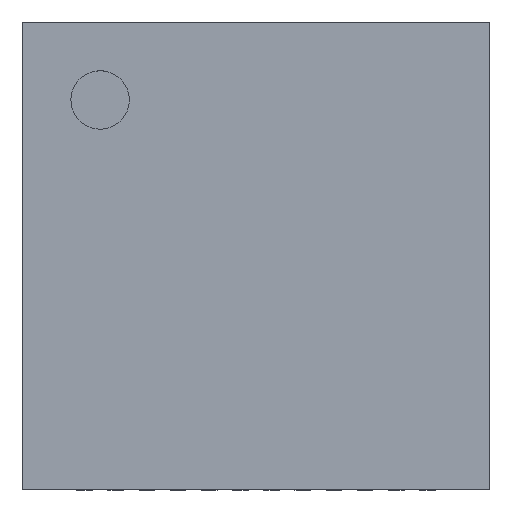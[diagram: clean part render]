
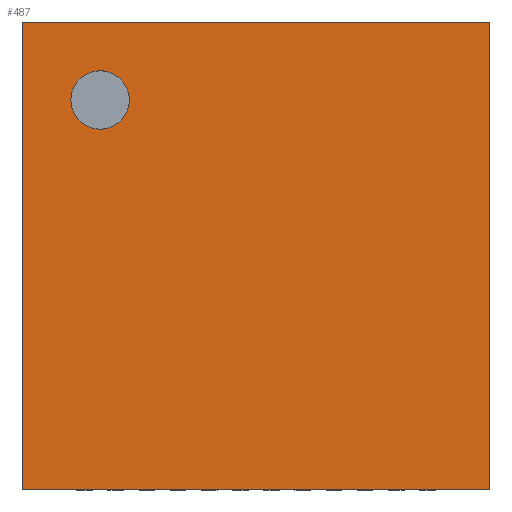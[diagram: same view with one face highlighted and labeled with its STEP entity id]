
A CAD part, top view. The second image highlights one B-rep face of the part: STEP entity #487.
In plain terms, the highlighted planar face has unit normal (0, 0, 1).
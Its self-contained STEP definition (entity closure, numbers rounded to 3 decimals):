
#298 = VERTEX_POINT('',#299);
#299 = CARTESIAN_POINT('',(0.,0.,1.));
#306 = PLANE('',#307);
#307 = AXIS2_PLACEMENT_3D('',#308,#309,#310);
#308 = CARTESIAN_POINT('',(0.,0.,0.));
#309 = DIRECTION('',(1.,0.,-0.));
#310 = DIRECTION('',(0.,0.,1.));
#318 = PLANE('',#319);
#319 = AXIS2_PLACEMENT_3D('',#320,#321,#322);
#320 = CARTESIAN_POINT('',(0.,0.,0.));
#321 = DIRECTION('',(-0.,1.,0.));
#322 = DIRECTION('',(0.,0.,1.));
#359 = VERTEX_POINT('',#360);
#360 = CARTESIAN_POINT('',(0.,6.,1.));
#374 = PLANE('',#375);
#375 = AXIS2_PLACEMENT_3D('',#376,#377,#378);
#376 = CARTESIAN_POINT('',(0.,6.,0.));
#377 = DIRECTION('',(-0.,1.,0.));
#378 = DIRECTION('',(0.,0.,1.));
#386 = EDGE_CURVE('',#298,#359,#387,.T.);
#387 = SURFACE_CURVE('',#388,(#392,#399),.PCURVE_S1.);
#388 = LINE('',#389,#390);
#389 = CARTESIAN_POINT('',(0.,0.,1.));
#390 = VECTOR('',#391,1.);
#391 = DIRECTION('',(-0.,1.,0.));
#392 = PCURVE('',#306,#393);
#393 = DEFINITIONAL_REPRESENTATION('',(#394),#398);
#394 = LINE('',#395,#396);
#395 = CARTESIAN_POINT('',(1.,0.));
#396 = VECTOR('',#397,1.);
#397 = DIRECTION('',(0.,-1.));
#398 = ( GEOMETRIC_REPRESENTATION_CONTEXT(2) 
PARAMETRIC_REPRESENTATION_CONTEXT() REPRESENTATION_CONTEXT('2D SPACE',''
  ) );
#399 = PCURVE('',#400,#405);
#400 = PLANE('',#401);
#401 = AXIS2_PLACEMENT_3D('',#402,#403,#404);
#402 = CARTESIAN_POINT('',(0.,0.,1.));
#403 = DIRECTION('',(0.,0.,1.));
#404 = DIRECTION('',(1.,0.,-0.));
#405 = DEFINITIONAL_REPRESENTATION('',(#406),#410);
#406 = LINE('',#407,#408);
#407 = CARTESIAN_POINT('',(0.,0.));
#408 = VECTOR('',#409,1.);
#409 = DIRECTION('',(0.,1.));
#410 = ( GEOMETRIC_REPRESENTATION_CONTEXT(2) 
PARAMETRIC_REPRESENTATION_CONTEXT() REPRESENTATION_CONTEXT('2D SPACE',''
  ) );
#439 = EDGE_CURVE('',#298,#440,#442,.T.);
#440 = VERTEX_POINT('',#441);
#441 = CARTESIAN_POINT('',(6.,0.,1.));
#442 = SURFACE_CURVE('',#443,(#447,#454),.PCURVE_S1.);
#443 = LINE('',#444,#445);
#444 = CARTESIAN_POINT('',(0.,0.,1.));
#445 = VECTOR('',#446,1.);
#446 = DIRECTION('',(1.,0.,-0.));
#447 = PCURVE('',#318,#448);
#448 = DEFINITIONAL_REPRESENTATION('',(#449),#453);
#449 = LINE('',#450,#451);
#450 = CARTESIAN_POINT('',(1.,0.));
#451 = VECTOR('',#452,1.);
#452 = DIRECTION('',(0.,1.));
#453 = ( GEOMETRIC_REPRESENTATION_CONTEXT(2) 
PARAMETRIC_REPRESENTATION_CONTEXT() REPRESENTATION_CONTEXT('2D SPACE',''
  ) );
#454 = PCURVE('',#400,#455);
#455 = DEFINITIONAL_REPRESENTATION('',(#456),#460);
#456 = LINE('',#457,#458);
#457 = CARTESIAN_POINT('',(0.,0.));
#458 = VECTOR('',#459,1.);
#459 = DIRECTION('',(1.,0.));
#460 = ( GEOMETRIC_REPRESENTATION_CONTEXT(2) 
PARAMETRIC_REPRESENTATION_CONTEXT() REPRESENTATION_CONTEXT('2D SPACE',''
  ) );
#476 = PLANE('',#477);
#477 = AXIS2_PLACEMENT_3D('',#478,#479,#480);
#478 = CARTESIAN_POINT('',(6.,0.,0.));
#479 = DIRECTION('',(1.,0.,-0.));
#480 = DIRECTION('',(0.,0.,1.));
#487 = ADVANCED_FACE('',(#488,#536),#400,.T.);
#488 = FACE_BOUND('',#489,.T.);
#489 = EDGE_LOOP('',(#490,#491,#492,#515));
#490 = ORIENTED_EDGE('',*,*,#386,.F.);
#491 = ORIENTED_EDGE('',*,*,#439,.T.);
#492 = ORIENTED_EDGE('',*,*,#493,.T.);
#493 = EDGE_CURVE('',#440,#494,#496,.T.);
#494 = VERTEX_POINT('',#495);
#495 = CARTESIAN_POINT('',(6.,6.,1.));
#496 = SURFACE_CURVE('',#497,(#501,#508),.PCURVE_S1.);
#497 = LINE('',#498,#499);
#498 = CARTESIAN_POINT('',(6.,0.,1.));
#499 = VECTOR('',#500,1.);
#500 = DIRECTION('',(-0.,1.,0.));
#501 = PCURVE('',#400,#502);
#502 = DEFINITIONAL_REPRESENTATION('',(#503),#507);
#503 = LINE('',#504,#505);
#504 = CARTESIAN_POINT('',(6.,0.));
#505 = VECTOR('',#506,1.);
#506 = DIRECTION('',(0.,1.));
#507 = ( GEOMETRIC_REPRESENTATION_CONTEXT(2) 
PARAMETRIC_REPRESENTATION_CONTEXT() REPRESENTATION_CONTEXT('2D SPACE',''
  ) );
#508 = PCURVE('',#476,#509);
#509 = DEFINITIONAL_REPRESENTATION('',(#510),#514);
#510 = LINE('',#511,#512);
#511 = CARTESIAN_POINT('',(1.,0.));
#512 = VECTOR('',#513,1.);
#513 = DIRECTION('',(0.,-1.));
#514 = ( GEOMETRIC_REPRESENTATION_CONTEXT(2) 
PARAMETRIC_REPRESENTATION_CONTEXT() REPRESENTATION_CONTEXT('2D SPACE',''
  ) );
#515 = ORIENTED_EDGE('',*,*,#516,.F.);
#516 = EDGE_CURVE('',#359,#494,#517,.T.);
#517 = SURFACE_CURVE('',#518,(#522,#529),.PCURVE_S1.);
#518 = LINE('',#519,#520);
#519 = CARTESIAN_POINT('',(0.,6.,1.));
#520 = VECTOR('',#521,1.);
#521 = DIRECTION('',(1.,0.,-0.));
#522 = PCURVE('',#400,#523);
#523 = DEFINITIONAL_REPRESENTATION('',(#524),#528);
#524 = LINE('',#525,#526);
#525 = CARTESIAN_POINT('',(0.,6.));
#526 = VECTOR('',#527,1.);
#527 = DIRECTION('',(1.,0.));
#528 = ( GEOMETRIC_REPRESENTATION_CONTEXT(2) 
PARAMETRIC_REPRESENTATION_CONTEXT() REPRESENTATION_CONTEXT('2D SPACE',''
  ) );
#529 = PCURVE('',#374,#530);
#530 = DEFINITIONAL_REPRESENTATION('',(#531),#535);
#531 = LINE('',#532,#533);
#532 = CARTESIAN_POINT('',(1.,0.));
#533 = VECTOR('',#534,1.);
#534 = DIRECTION('',(0.,1.));
#535 = ( GEOMETRIC_REPRESENTATION_CONTEXT(2) 
PARAMETRIC_REPRESENTATION_CONTEXT() REPRESENTATION_CONTEXT('2D SPACE',''
  ) );
#536 = FACE_BOUND('',#537,.T.);
#537 = EDGE_LOOP('',(#538));
#538 = ORIENTED_EDGE('',*,*,#539,.F.);
#539 = EDGE_CURVE('',#540,#540,#542,.T.);
#540 = VERTEX_POINT('',#541);
#541 = CARTESIAN_POINT('',(1.375,5.,1.));
#542 = SURFACE_CURVE('',#543,(#548,#555),.PCURVE_S1.);
#543 = CIRCLE('',#544,0.375);
#544 = AXIS2_PLACEMENT_3D('',#545,#546,#547);
#545 = CARTESIAN_POINT('',(1.,5.,1.));
#546 = DIRECTION('',(0.,0.,1.));
#547 = DIRECTION('',(1.,0.,-0.));
#548 = PCURVE('',#400,#549);
#549 = DEFINITIONAL_REPRESENTATION('',(#550),#554);
#550 = CIRCLE('',#551,0.375);
#551 = AXIS2_PLACEMENT_2D('',#552,#553);
#552 = CARTESIAN_POINT('',(1.,5.));
#553 = DIRECTION('',(1.,0.));
#554 = ( GEOMETRIC_REPRESENTATION_CONTEXT(2) 
PARAMETRIC_REPRESENTATION_CONTEXT() REPRESENTATION_CONTEXT('2D SPACE',''
  ) );
#555 = PCURVE('',#556,#561);
#556 = CYLINDRICAL_SURFACE('',#557,0.375);
#557 = AXIS2_PLACEMENT_3D('',#558,#559,#560);
#558 = CARTESIAN_POINT('',(1.,5.,0.9));
#559 = DIRECTION('',(0.,0.,1.));
#560 = DIRECTION('',(1.,0.,-0.));
#561 = DEFINITIONAL_REPRESENTATION('',(#562),#566);
#562 = LINE('',#563,#564);
#563 = CARTESIAN_POINT('',(0.,0.1));
#564 = VECTOR('',#565,1.);
#565 = DIRECTION('',(1.,0.));
#566 = ( GEOMETRIC_REPRESENTATION_CONTEXT(2) 
PARAMETRIC_REPRESENTATION_CONTEXT() REPRESENTATION_CONTEXT('2D SPACE',''
  ) );
